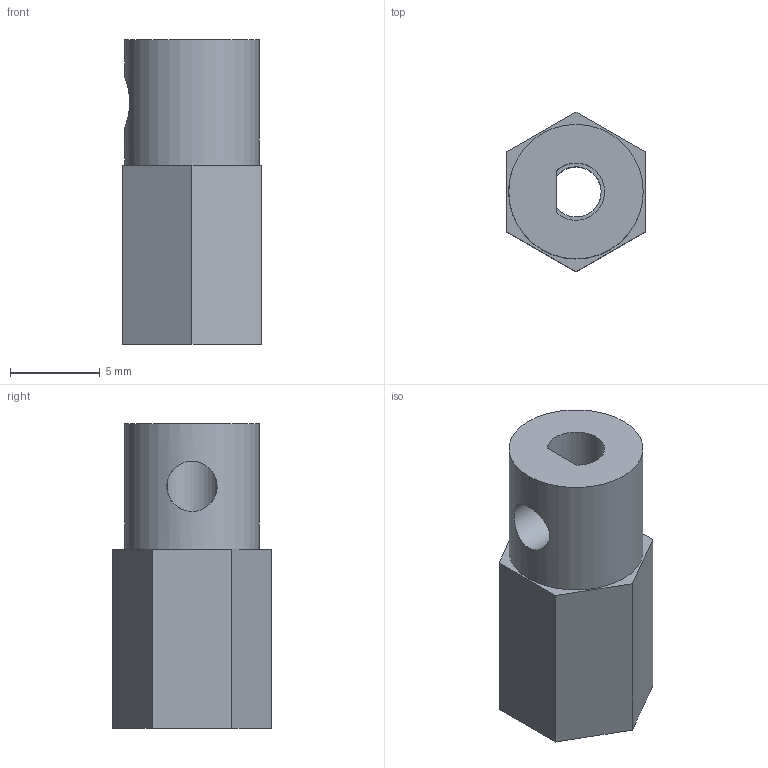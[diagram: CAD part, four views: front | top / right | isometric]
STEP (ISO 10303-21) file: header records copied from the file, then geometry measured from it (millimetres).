
FILE_DESCRIPTION(/* description */ (''),/* implementation_level */ '2;1');
FILE_NAME(/* name */ 'hex.stp',/* time_stamp */ '2024-09-17T10:21:10+03:00',/* author */ (''),/* organization */ (''),/* preprocessor_version */ 'ST-DEVELOPER v19.4',/* originating_system */ 'SIEMENS PLM Software NX2306.3001',/* authorisation */ '');
FILE_SCHEMA (('AUTOMOTIVE_DESIGN { 1 0 10303 214 3 1 1 1 }'));
Length unit declared in the file: millimetre
Products named in the file (1): hex
Bounding box: 7.7 x 8.89 x 17 mm (x, y, z)
Volume: 693.4 mm3; surface area: 690.2 mm2
Topology: 1 solids, 1 shells, 19 faces, 49 edges, 32 vertices
Faces by surface type: plane 15, cylinder 4
Full cylindrical faces by diameter (mm): 2.8 x2, 7.5 x1
Entity records: 647 total; most frequent: CARTESIAN_POINT 175, DIRECTION 90, ORIENTED_EDGE 88, EDGE_CURVE 44, AXIS2_PLACEMENT_3D 31, VERTEX_POINT 30, LINE 28, VECTOR 28
